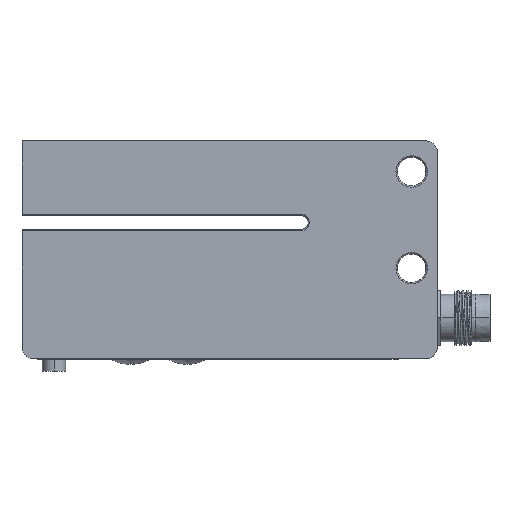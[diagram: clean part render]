
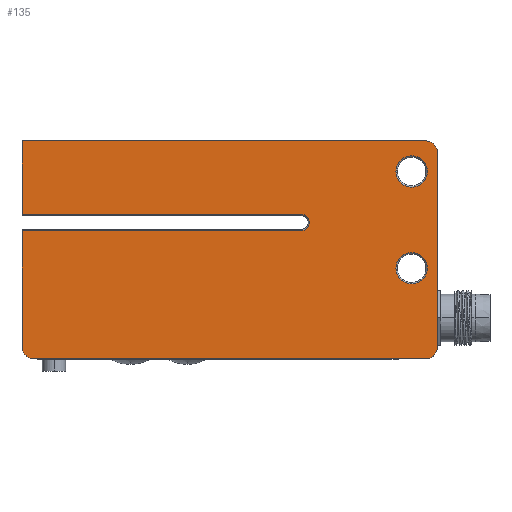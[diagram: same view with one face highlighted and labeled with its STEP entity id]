
A CAD part, top view. The second image highlights one B-rep face of the part: STEP entity #135.
In plain terms, the highlighted planar face has unit normal (0, 0, 1).
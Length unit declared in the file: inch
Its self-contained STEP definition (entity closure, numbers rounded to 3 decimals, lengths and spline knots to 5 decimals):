
#1 = CIRCLE ( 'NONE', #3258, 0.04724 ) ;
#8 = CARTESIAN_POINT ( 'NONE',  ( 1.62402, 0.91732, 0.19685 ) ) ;
#26 = CARTESIAN_POINT ( 'NONE',  ( -0.7185, 1.22835, 0.19685 ) ) ;
#28 = CARTESIAN_POINT ( 'NONE',  ( -0.64764, 0.46457, 0.19685 ) ) ;
#58 = DIRECTION ( 'NONE',  ( -1., 0., 0. ) ) ;
#97 = ORIENTED_EDGE ( 'NONE', *, *, #4567, .T. ) ;
#118 = VECTOR ( 'NONE', #1230, 39.37008 ) ;
#135 = ADVANCED_FACE ( 'NONE', ( #3002, #343, #4796 ), #1339, .F. ) ;
#171 = ORIENTED_EDGE ( 'NONE', *, *, #2818, .T. ) ;
#200 = ORIENTED_EDGE ( 'NONE', *, *, #1081, .T. ) ;
#207 = VECTOR ( 'NONE', #3817, 39.37008 ) ;
#236 = CARTESIAN_POINT ( 'NONE',  ( -0.7185, 1.13386, 0.19685 ) ) ;
#343 = FACE_BOUND ( 'NONE', #2531, .T. ) ;
#355 = CARTESIAN_POINT ( 'NONE',  ( 1.53346, 0.91732, 0.19685 ) ) ;
#420 = EDGE_CURVE ( 'NONE', #4881, #1346, #2771, .T. ) ;
#453 = DIRECTION ( 'NONE',  ( 0., -1., 0. ) ) ;
#472 = ORIENTED_EDGE ( 'NONE', *, *, #4048, .T. ) ;
#498 = DIRECTION ( 'NONE',  ( 0., 0., 1. ) ) ;
#511 = ORIENTED_EDGE ( 'NONE', *, *, #5193, .T. ) ;
#575 = CIRCLE ( 'NONE', #3269, 0.09055 ) ;
#597 = ORIENTED_EDGE ( 'NONE', *, *, #3588, .T. ) ;
#710 = VERTEX_POINT ( 'NONE', #4419 ) ;
#732 = CARTESIAN_POINT ( 'NONE',  ( 1.53346, 1.47638, 0.19685 ) ) ;
#734 = EDGE_CURVE ( 'NONE', #2139, #1975, #575, .T. ) ;
#737 = VERTEX_POINT ( 'NONE', #3058 ) ;
#831 = CARTESIAN_POINT ( 'NONE',  ( 1.6122, 1.58268, 0.19685 ) ) ;
#853 = LINE ( 'NONE', #5253, #118 ) ;
#904 = CARTESIAN_POINT ( 'NONE',  ( 0., 0., 0.19685 ) ) ;
#916 = DIRECTION ( 'NONE',  ( -1., 0., 0. ) ) ;
#923 = AXIS2_PLACEMENT_3D ( 'NONE', #2019, #2653, #5698 ) ;
#956 = AXIS2_PLACEMENT_3D ( 'NONE', #831, #5174, #2611 ) ;
#965 = CARTESIAN_POINT ( 'NONE',  ( 0., 1.13386, 0.19685 ) ) ;
#978 = CARTESIAN_POINT ( 'NONE',  ( -0.7185, 0.3937, 0.19685 ) ) ;
#1002 = LINE ( 'NONE', #2760, #4029 ) ;
#1013 = DIRECTION ( 'NONE',  ( -1., 0., 0. ) ) ;
#1025 = VECTOR ( 'NONE', #4063, 39.37008 ) ;
#1038 = CARTESIAN_POINT ( 'NONE',  ( 1.68307, 0.46457, 0.19685 ) ) ;
#1039 = CARTESIAN_POINT ( 'NONE',  ( 1.68307, 0.3937, 0.19685 ) ) ;
#1081 = EDGE_CURVE ( 'NONE', #3260, #4881, #4985, .T. ) ;
#1205 = CARTESIAN_POINT ( 'NONE',  ( 0.89567, 1.1811, 0.19685 ) ) ;
#1218 = DIRECTION ( 'NONE',  ( -1., 0., 0. ) ) ;
#1225 = EDGE_CURVE ( 'NONE', #737, #3392, #1454, .T. ) ;
#1230 = DIRECTION ( 'NONE',  ( 0., 1., 0. ) ) ;
#1260 = DIRECTION ( 'NONE',  ( -1., 0., 0. ) ) ;
#1269 = VERTEX_POINT ( 'NONE', #1038 ) ;
#1339 = PLANE ( 'NONE',  #4789 ) ;
#1346 = VERTEX_POINT ( 'NONE', #2011 ) ;
#1454 = LINE ( 'NONE', #965, #4044 ) ;
#1461 = LINE ( 'NONE', #1519, #3665 ) ;
#1519 = CARTESIAN_POINT ( 'NONE',  ( -0.7185, 1.65354, 0.19685 ) ) ;
#1545 = VERTEX_POINT ( 'NONE', #3779 ) ;
#1660 = DIRECTION ( 'NONE',  ( -1., 0., 0. ) ) ;
#1693 = CIRCLE ( 'NONE', #3273, 0.04724 ) ;
#1698 = VERTEX_POINT ( 'NONE', #2467 ) ;
#1734 = DIRECTION ( 'NONE',  ( 0., 0., -1. ) ) ;
#1812 = DIRECTION ( 'NONE',  ( 1., 0., 0. ) ) ;
#1963 = DIRECTION ( 'NONE',  ( -1., 0., 0. ) ) ;
#1975 = VERTEX_POINT ( 'NONE', #3342 ) ;
#2011 = CARTESIAN_POINT ( 'NONE',  ( 1.6122, 0.3937, 0.19685 ) ) ;
#2019 = CARTESIAN_POINT ( 'NONE',  ( 1.53346, 1.47638, 0.19685 ) ) ;
#2137 = AXIS2_PLACEMENT_3D ( 'NONE', #3553, #3387, #1660 ) ;
#2139 = VERTEX_POINT ( 'NONE', #8 ) ;
#2161 = EDGE_CURVE ( 'NONE', #710, #737, #1, .T. ) ;
#2270 = LINE ( 'NONE', #978, #1025 ) ;
#2446 = AXIS2_PLACEMENT_3D ( 'NONE', #28, #498, #58 ) ;
#2467 = CARTESIAN_POINT ( 'NONE',  ( 1.6122, 1.65354, 0.19685 ) ) ;
#2531 = EDGE_LOOP ( 'NONE', ( #4621, #171 ) ) ;
#2544 = DIRECTION ( 'NONE',  ( 0., 0., -1. ) ) ;
#2611 = DIRECTION ( 'NONE',  ( -1., 0., 0. ) ) ;
#2653 = DIRECTION ( 'NONE',  ( 0., 0., -1. ) ) ;
#2685 = VERTEX_POINT ( 'NONE', #4046 ) ;
#2760 = CARTESIAN_POINT ( 'NONE',  ( -0.7185, 0.3937, 0.19685 ) ) ;
#2771 = LINE ( 'NONE', #1039, #3471 ) ;
#2778 = ORIENTED_EDGE ( 'NONE', *, *, #3176, .T. ) ;
#2818 = EDGE_CURVE ( 'NONE', #1975, #2139, #3568, .T. ) ;
#2875 = CIRCLE ( 'NONE', #2137, 0.07087 ) ;
#2907 = EDGE_LOOP ( 'NONE', ( #3063, #3461 ) ) ;
#2957 = EDGE_CURVE ( 'NONE', #1698, #4799, #1461, .T. ) ;
#2969 = DIRECTION ( 'NONE',  ( 0., 0., -1. ) ) ;
#3002 = FACE_BOUND ( 'NONE', #2907, .T. ) ;
#3058 = CARTESIAN_POINT ( 'NONE',  ( 0.89567, 1.13386, 0.19685 ) ) ;
#3063 = ORIENTED_EDGE ( 'NONE', *, *, #5325, .T. ) ;
#3150 = AXIS2_PLACEMENT_3D ( 'NONE', #732, #2544, #4334 ) ;
#3176 = EDGE_CURVE ( 'NONE', #1269, #2685, #853, .T. ) ;
#3242 = CIRCLE ( 'NONE', #3150, 0.09055 ) ;
#3258 = AXIS2_PLACEMENT_3D ( 'NONE', #3574, #4928, #916 ) ;
#3260 = VERTEX_POINT ( 'NONE', #5034 ) ;
#3269 = AXIS2_PLACEMENT_3D ( 'NONE', #4297, #2969, #1218 ) ;
#3273 = AXIS2_PLACEMENT_3D ( 'NONE', #1205, #5232, #5262 ) ;
#3290 = LINE ( 'NONE', #4642, #207 ) ;
#3307 = CARTESIAN_POINT ( 'NONE',  ( -0.7185, 1.65354, 0.19685 ) ) ;
#3342 = CARTESIAN_POINT ( 'NONE',  ( 1.44291, 0.91732, 0.19685 ) ) ;
#3354 = CARTESIAN_POINT ( 'NONE',  ( 1.44291, 1.47638, 0.19685 ) ) ;
#3387 = DIRECTION ( 'NONE',  ( 0., 0., 1. ) ) ;
#3392 = VERTEX_POINT ( 'NONE', #236 ) ;
#3461 = ORIENTED_EDGE ( 'NONE', *, *, #5142, .T. ) ;
#3466 = CIRCLE ( 'NONE', #956, 0.07087 ) ;
#3471 = VECTOR ( 'NONE', #1812, 39.37008 ) ;
#3545 = VERTEX_POINT ( 'NONE', #26 ) ;
#3553 = CARTESIAN_POINT ( 'NONE',  ( 1.6122, 0.46457, 0.19685 ) ) ;
#3568 = CIRCLE ( 'NONE', #5071, 0.09055 ) ;
#3574 = CARTESIAN_POINT ( 'NONE',  ( 0.89567, 1.1811, 0.19685 ) ) ;
#3588 = EDGE_CURVE ( 'NONE', #3545, #1545, #3290, .T. ) ;
#3665 = VECTOR ( 'NONE', #1963, 39.37008 ) ;
#3779 = CARTESIAN_POINT ( 'NONE',  ( 0.89567, 1.22835, 0.19685 ) ) ;
#3817 = DIRECTION ( 'NONE',  ( 1., 0., 0. ) ) ;
#3866 = CARTESIAN_POINT ( 'NONE',  ( -0.64764, 0.3937, 0.19685 ) ) ;
#3889 = ORIENTED_EDGE ( 'NONE', *, *, #420, .T. ) ;
#3943 = DIRECTION ( 'NONE',  ( -1., 0., 0. ) ) ;
#3975 = DIRECTION ( 'NONE',  ( 0., 0., -1. ) ) ;
#3976 = EDGE_CURVE ( 'NONE', #2685, #1698, #3466, .T. ) ;
#4029 = VECTOR ( 'NONE', #453, 39.37008 ) ;
#4044 = VECTOR ( 'NONE', #1013, 39.37008 ) ;
#4046 = CARTESIAN_POINT ( 'NONE',  ( 1.68307, 1.58268, 0.19685 ) ) ;
#4048 = EDGE_CURVE ( 'NONE', #1545, #710, #1693, .T. ) ;
#4053 = ORIENTED_EDGE ( 'NONE', *, *, #3976, .T. ) ;
#4063 = DIRECTION ( 'NONE',  ( 0., -1., 0. ) ) ;
#4132 = ORIENTED_EDGE ( 'NONE', *, *, #2161, .T. ) ;
#4253 = ORIENTED_EDGE ( 'NONE', *, *, #2957, .T. ) ;
#4297 = CARTESIAN_POINT ( 'NONE',  ( 1.53346, 0.91732, 0.19685 ) ) ;
#4334 = DIRECTION ( 'NONE',  ( -1., 0., 0. ) ) ;
#4419 = CARTESIAN_POINT ( 'NONE',  ( 0.94291, 1.1811, 0.19685 ) ) ;
#4456 = EDGE_CURVE ( 'NONE', #4799, #3545, #2270, .T. ) ;
#4470 = CIRCLE ( 'NONE', #923, 0.09055 ) ;
#4567 = EDGE_CURVE ( 'NONE', #3392, #3260, #1002, .T. ) ;
#4621 = ORIENTED_EDGE ( 'NONE', *, *, #734, .T. ) ;
#4642 = CARTESIAN_POINT ( 'NONE',  ( 0., 1.22835, 0.19685 ) ) ;
#4770 = EDGE_LOOP ( 'NONE', ( #3889, #511, #2778, #4053, #4253, #5162, #597, #472, #4132, #4951, #97, #200 ) ) ;
#4789 = AXIS2_PLACEMENT_3D ( 'NONE', #904, #3975, #3943 ) ;
#4796 = FACE_OUTER_BOUND ( 'NONE', #4770, .T. ) ;
#4799 = VERTEX_POINT ( 'NONE', #3307 ) ;
#4881 = VERTEX_POINT ( 'NONE', #3866 ) ;
#4928 = DIRECTION ( 'NONE',  ( 0., 0., -1. ) ) ;
#4951 = ORIENTED_EDGE ( 'NONE', *, *, #1225, .T. ) ;
#4985 = CIRCLE ( 'NONE', #2446, 0.07087 ) ;
#5034 = CARTESIAN_POINT ( 'NONE',  ( -0.7185, 0.46457, 0.19685 ) ) ;
#5071 = AXIS2_PLACEMENT_3D ( 'NONE', #355, #1734, #1260 ) ;
#5142 = EDGE_CURVE ( 'NONE', #5252, #5579, #4470, .T. ) ;
#5162 = ORIENTED_EDGE ( 'NONE', *, *, #4456, .T. ) ;
#5174 = DIRECTION ( 'NONE',  ( 0., 0., 1. ) ) ;
#5193 = EDGE_CURVE ( 'NONE', #1346, #1269, #2875, .T. ) ;
#5232 = DIRECTION ( 'NONE',  ( 0., 0., -1. ) ) ;
#5252 = VERTEX_POINT ( 'NONE', #3354 ) ;
#5253 = CARTESIAN_POINT ( 'NONE',  ( 1.68307, 1.65354, 0.19685 ) ) ;
#5262 = DIRECTION ( 'NONE',  ( -1., 0., 0. ) ) ;
#5322 = CARTESIAN_POINT ( 'NONE',  ( 1.62402, 1.47638, 0.19685 ) ) ;
#5325 = EDGE_CURVE ( 'NONE', #5579, #5252, #3242, .T. ) ;
#5579 = VERTEX_POINT ( 'NONE', #5322 ) ;
#5698 = DIRECTION ( 'NONE',  ( -1., 0., 0. ) ) ;
